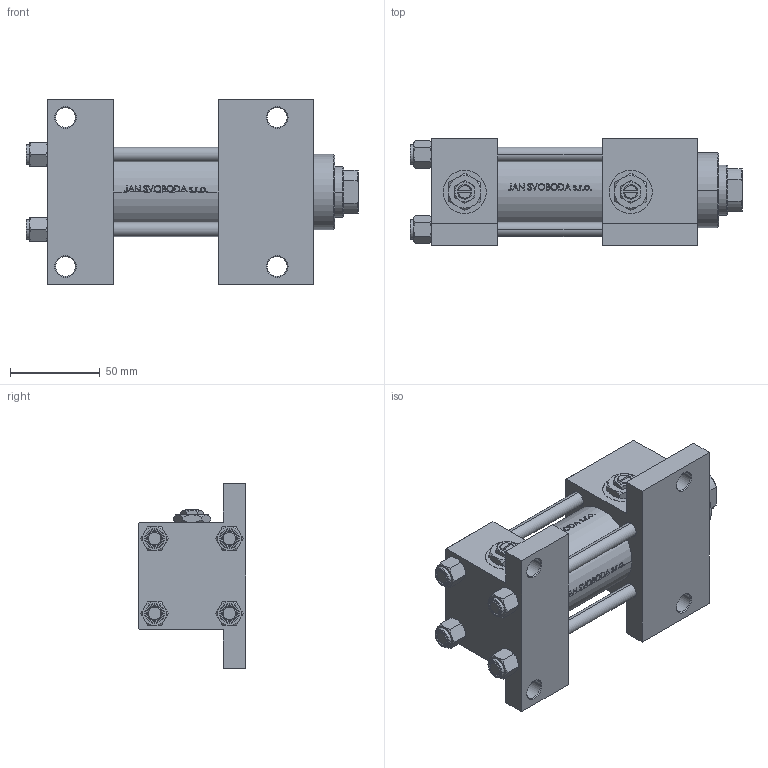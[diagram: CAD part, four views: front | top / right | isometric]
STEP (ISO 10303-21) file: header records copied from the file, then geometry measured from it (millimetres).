
FILE_DESCRIPTION (( 'STEP AP203' ), '1' );
FILE_NAME ('5f5c.STEP', '2023-01-17T17:22:34', ( '' ), ( '' ), 'SwSTEP 2.0', 'SolidWorks 2019', '' );
FILE_SCHEMA (( 'CONFIG_CONTROL_DESIGN' ));
Length unit declared in the file: millimetre
Products named in the file (7): 5f5c; V215CR_G_Body e417d5d13228144686a06c89f541497b; V215CR_VCP_G e417d5d13228144686a06c89f541497b; V215_VC_A e417d5d13228144686a06c89f541497b; V215CR_G_TYCINKA e417d5d13228144686a06c89f541497b; Zatka_pro_OIL_PORT e417d5d13228144686a06c89f541497b; NUT_M5_G e417d5d13228144686a06c89f541497b
Assembly tree (13 placements, depth 2):
  5f5c
    V215CR_G_Body e417d5d13228144686a06c89f541497b
    V215CR_VCP_G e417d5d13228144686a06c89f541497b
    V215CR_G_TYCINKA e417d5d13228144686a06c89f541497b  x4
    NUT_M5_G e417d5d13228144686a06c89f541497b  x4
    V215_VC_A e417d5d13228144686a06c89f541497b
    Zatka_pro_OIL_PORT e417d5d13228144686a06c89f541497b  x2
Bounding box: 185 x 60 x 103 mm (x, y, z)
Volume: 468475.8 mm3; surface area: 123186.1 mm2
Topology: 13 solids, 13 shells, 1190 faces, 2993 edges, 1914 vertices
Faces by surface type: plane 480, bspline 380, cone 186, cylinder 136, torus 8
Entity records: 49627 total; most frequent: CARTESIAN_POINT 26576, ORIENTED_EDGE 5286, DIRECTION 3300, EDGE_CURVE 2643, VERTEX_POINT 1712, LINE 1344, VECTOR 1344, EDGE_LOOP 1135
